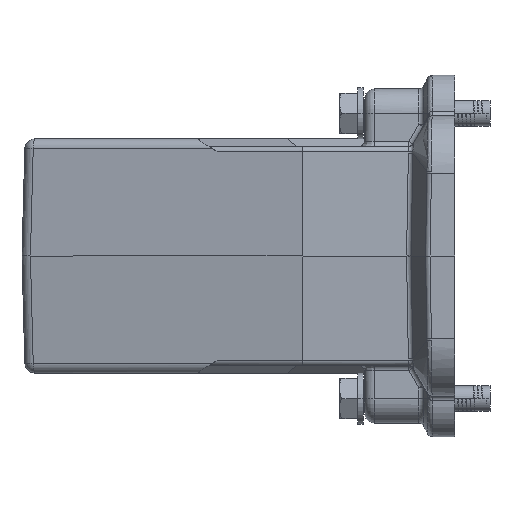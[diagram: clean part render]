
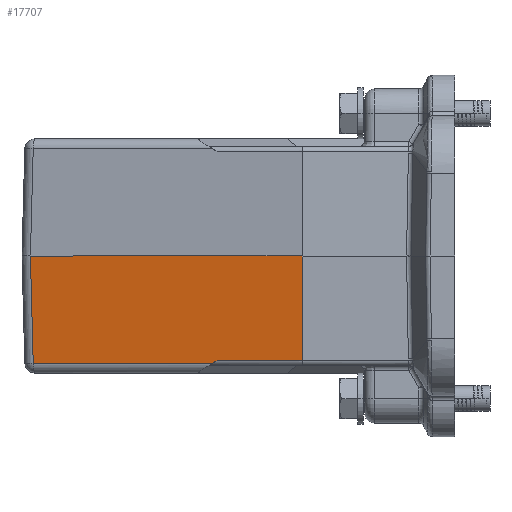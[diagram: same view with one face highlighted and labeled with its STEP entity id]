
A CAD part, left-side view. The second image highlights one B-rep face of the part: STEP entity #17707.
In plain terms, the highlighted planar face has unit normal (-0.985, 0.174, -0.026).
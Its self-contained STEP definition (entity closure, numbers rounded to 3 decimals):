
#658=CARTESIAN_POINT('',(-59.463,18.753,-20.526));
#678=CARTESIAN_POINT('',(-56.51,35.497,-20.526));
#680=DIRECTION('',(-0.174,-0.985,0.));
#681=VECTOR('',#680,17.003);
#682=CARTESIAN_POINT('',(-56.51,35.497,-20.526));
#683=LINE('',#682,#681);
#691=CARTESIAN_POINT('',(-56.336,36.404,-21.052));
#693=DIRECTION('',(-0.164,-0.853,0.495));
#694=VECTOR('',#693,1.063);
#695=CARTESIAN_POINT('',(-56.336,36.404,-21.052));
#696=LINE('',#695,#694);
#701=DIRECTION('',(-0.174,-0.985,0.));
#702=VECTOR('',#701,35.736);
#703=CARTESIAN_POINT('',(-50.131,71.597,-21.052));
#704=LINE('',#703,#702);
#1141=DIRECTION('',(-0.026,0.002,1.));
#1142=VECTOR('',#1141,20.533);
#1143=CARTESIAN_POINT('',(-59.463,18.753,
-20.526));
#1144=LINE('',#1143,#1142);
#1149=DIRECTION('',(-0.022,0.026,0.999));
#1150=VECTOR('',#1149,21.065);
#1151=CARTESIAN_POINT('',(-50.131,71.597,
-21.052));
#1152=LINE('',#1151,#1150);
#1153=DIRECTION('',(-0.174,-0.985,0.));
#1154=VECTOR('',#1153,54.171);
#1155=CARTESIAN_POINT('',(-50.593,72.148,
0.));
#1156=LINE('',#1155,#1154);
#13544=VERTEX_POINT('',#658);
#13545=VERTEX_POINT('',#678);
#13547=VERTEX_POINT('',#691);
#13552=CARTESIAN_POINT('',(-50.131,71.597,
-21.052));
#13553=VERTEX_POINT('',#13552);
#13633=CARTESIAN_POINT('',(-60.,18.8,0.));
#13634=VERTEX_POINT('',#13633);
#13635=CARTESIAN_POINT('',(-50.593,72.148,
0.));
#13636=VERTEX_POINT('',#13635);
#17692=CARTESIAN_POINT('',(-55.025,45.426,
-10.526));
#17693=DIRECTION('',(0.984,-0.174,0.026));
#17694=DIRECTION('',(-0.174,-0.985,0.));
#17695=AXIS2_PLACEMENT_3D('',#17692,#17693,#17694);
#17696=PLANE('',#17695);
#17697=ORIENTED_EDGE('',*,*,#16970,.F.);
#17698=ORIENTED_EDGE('',*,*,#16982,.F.);
#17699=ORIENTED_EDGE('',*,*,#17003,.F.);
#17701=ORIENTED_EDGE('',*,*,#17700,.T.);
#17703=ORIENTED_EDGE('',*,*,#17702,.T.);
#17704=ORIENTED_EDGE('',*,*,#17685,.F.);
#17705=EDGE_LOOP('',(#17697,#17698,#17699,#17701,#17703,#17704));
#17706=FACE_OUTER_BOUND('',#17705,.F.);
#17707=ADVANCED_FACE('',(#17706),#17696,.F.);
#16970=EDGE_CURVE('',#13545,#13544,#683,.T.);
#16982=EDGE_CURVE('',#13547,#13545,#696,.T.);
#17003=EDGE_CURVE('',#13553,#13547,#704,.T.);
#17685=EDGE_CURVE('',#13544,#13634,#1144,.T.);
#17700=EDGE_CURVE('',#13553,#13636,#1152,.T.);
#17702=EDGE_CURVE('',#13636,#13634,#1156,.T.);
